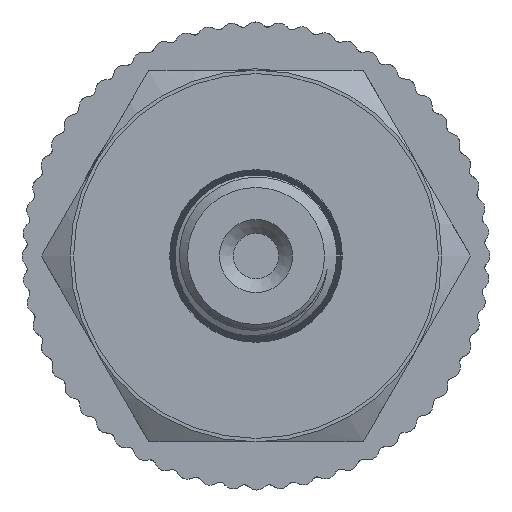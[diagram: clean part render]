
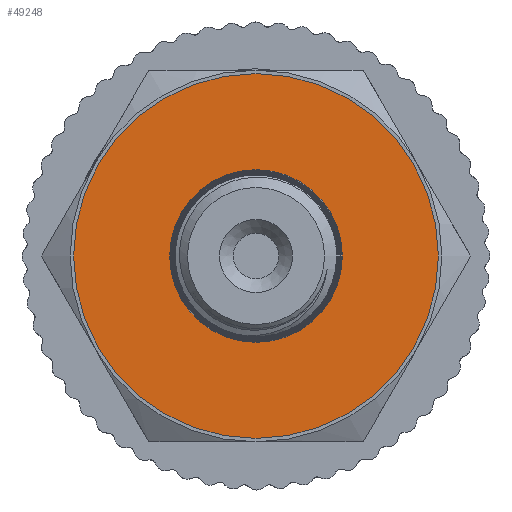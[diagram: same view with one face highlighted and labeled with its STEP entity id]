
A CAD part, left-side view. The second image highlights one B-rep face of the part: STEP entity #49248.
In plain terms, the highlighted planar face has unit normal (-1, 0, 0).
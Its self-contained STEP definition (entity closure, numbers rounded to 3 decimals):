
#138=PLANE('',#51879);
#2945=FACE_BOUND('',#6737,.T.);
#4050=FACE_OUTER_BOUND('',#6736,.T.);
#6736=EDGE_LOOP('',(#35037));
#6737=EDGE_LOOP('',(#35038));
#9123=CIRCLE('',#51689,6.27);
#9217=CIRCLE('',#51872,13.25);
#20390=VERTEX_POINT('',#71704);
#20932=VERTEX_POINT('',#84810);
#25577=EDGE_CURVE('',#20390,#20390,#9123,.T.);
#26393=EDGE_CURVE('',#20932,#20932,#9217,.T.);
#35037=ORIENTED_EDGE('',*,*,#26393,.T.);
#35038=ORIENTED_EDGE('',*,*,#25577,.T.);
#49248=ADVANCED_FACE('',(#4050,#2945),#138,.T.);
#51689=AXIS2_PLACEMENT_3D('',#71705,#55857,#55858);
#51872=AXIS2_PLACEMENT_3D('',#84812,#56564,#56565);
#51879=AXIS2_PLACEMENT_3D('',#85567,#56580,#56581);
#55857=DIRECTION('center_axis',(1.,0.,0.));
#55858=DIRECTION('ref_axis',(0.,0.,-1.));
#56564=DIRECTION('center_axis',(-1.,0.,0.));
#56565=DIRECTION('ref_axis',(0.,1.,0.));
#56580=DIRECTION('center_axis',(-1.,0.,0.));
#56581=DIRECTION('ref_axis',(0.,0.,1.));
#71704=CARTESIAN_POINT('',(-48.,-6.27,0.));
#71705=CARTESIAN_POINT('Origin',(-48.,0.,0.));
#84810=CARTESIAN_POINT('',(-48.,-13.25,0.));
#84812=CARTESIAN_POINT('Origin',(-48.,0.,0.));
#85567=CARTESIAN_POINT('Origin',(-48.,13.5,0.));
